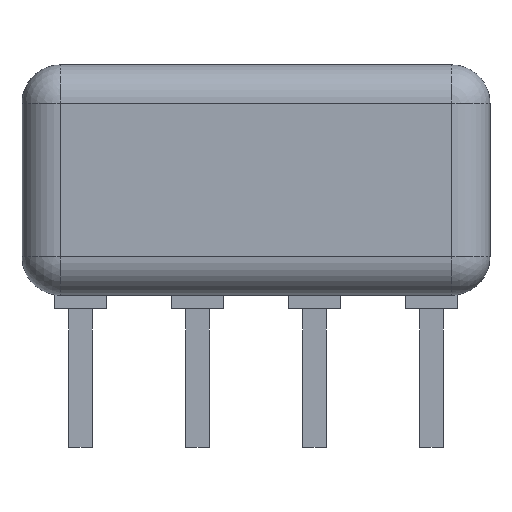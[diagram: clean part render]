
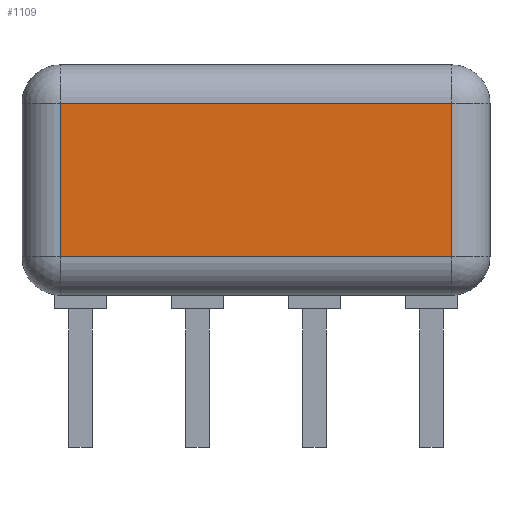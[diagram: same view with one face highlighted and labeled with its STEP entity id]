
A CAD part, front view. The second image highlights one B-rep face of the part: STEP entity #1109.
In plain terms, the highlighted planar face has unit normal (0, -1, 0).
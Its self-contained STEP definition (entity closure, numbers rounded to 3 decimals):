
#607 = VERTEX_POINT('',#608);
#608 = CARTESIAN_POINT('',(-0.437,-1.25,1.133));
#615 = EDGE_CURVE('',#607,#616,#618,.T.);
#616 = VERTEX_POINT('',#617);
#617 = CARTESIAN_POINT('',(8.057,-1.25,1.133));
#618 = LINE('',#619,#620);
#619 = CARTESIAN_POINT('',(-1.27,-1.25,1.133));
#620 = VECTOR('',#621,1.);
#621 = DIRECTION('',(1.,0.,0.));
#1109 = ADVANCED_FACE('',(#1110),#1135,.F.);
#1110 = FACE_BOUND('',#1111,.F.);
#1111 = EDGE_LOOP('',(#1112,#1113,#1121,#1129));
#1112 = ORIENTED_EDGE('',*,*,#615,.F.);
#1113 = ORIENTED_EDGE('',*,*,#1114,.F.);
#1114 = EDGE_CURVE('',#1115,#607,#1117,.T.);
#1115 = VERTEX_POINT('',#1116);
#1116 = CARTESIAN_POINT('',(-0.437,-1.25,4.467));
#1117 = LINE('',#1118,#1119);
#1118 = CARTESIAN_POINT('',(-0.437,-1.25,5.3));
#1119 = VECTOR('',#1120,1.);
#1120 = DIRECTION('',(0.,0.,-1.));
#1121 = ORIENTED_EDGE('',*,*,#1122,.T.);
#1122 = EDGE_CURVE('',#1115,#1123,#1125,.T.);
#1123 = VERTEX_POINT('',#1124);
#1124 = CARTESIAN_POINT('',(8.057,-1.25,4.467));
#1125 = LINE('',#1126,#1127);
#1126 = CARTESIAN_POINT('',(-1.27,-1.25,4.467));
#1127 = VECTOR('',#1128,1.);
#1128 = DIRECTION('',(1.,0.,0.));
#1129 = ORIENTED_EDGE('',*,*,#1130,.T.);
#1130 = EDGE_CURVE('',#1123,#616,#1131,.T.);
#1131 = LINE('',#1132,#1133);
#1132 = CARTESIAN_POINT('',(8.057,-1.25,5.3));
#1133 = VECTOR('',#1134,1.);
#1134 = DIRECTION('',(0.,0.,-1.));
#1135 = PLANE('',#1136);
#1136 = AXIS2_PLACEMENT_3D('',#1137,#1138,#1139);
#1137 = CARTESIAN_POINT('',(-1.27,-1.25,5.3));
#1138 = DIRECTION('',(0.,1.,0.));
#1139 = DIRECTION('',(0.,0.,-1.));
